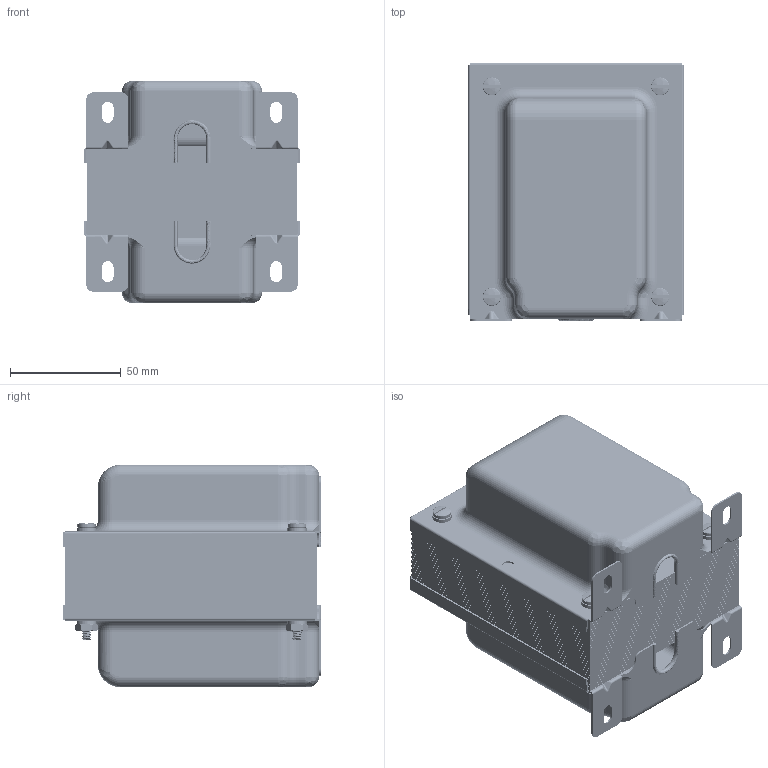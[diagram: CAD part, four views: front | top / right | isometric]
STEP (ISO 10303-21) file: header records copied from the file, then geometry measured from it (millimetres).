
FILE_DESCRIPTION(/* description */ (''),/* implementation_level */ '2;1');
FILE_NAME(/* name */ '15000-EI150-150-VX.step',/* time_stamp */ '2024-01-24T14:30:11-07:00',/* author */ (''),/* organization */ (''),/* preprocessor_version */ 'ST-DEVELOPER v20',/* originating_system */ 'Autodesk Translation Framework v12.14.0.127',/* authorisation */ '');
FILE_SCHEMA (('AUTOMOTIVE_DESIGN { 1 0 10303 214 3 1 1 }'));
Products named in the file (7): 15000-EI150-150-VX; 20000-EI150 v3; 20000-B150-150-00* v22; FM-500 (FM15384-375) (EI150) v5; 12SWS0628 v1; 8-32 Nut v1; 8-32x2" Steel Pan Head Slotted Screws v1
Assembly tree (6 placements, depth 2):
  15000-EI150-150-VX
    20000-EI150 v3
    20000-B150-150-00* v22
    FM-500 (FM15384-375) (EI150) v5
    12SWS0628 v1
    8-32 Nut v1
    8-32x2" Steel Pan Head Slotted Screws v1
Bounding box: 97.56 x 116.81 x 100.6 mm (x, y, z)
Volume: 396633.8 mm3; surface area: 2041268.9 mm2
Topology: 235 solids, 235 shells, 4364 faces, 11340 edges, 7444 vertices
Faces by surface type: plane 2428, cylinder 1666, bspline 128, cone 74, torus 60, sphere 8
Full cylindrical faces by diameter (mm): 3.134 x260, 4.166 x260, 4.394 x8, 5.207 x8, 5.556 x440, 8.179 x4, 8.738 x8
Entity records: 188540 total; most frequent: CARTESIAN_POINT 80695, ORIENTED_EDGE 22648, DIRECTION 20906, EDGE_CURVE 11324, VERTEX_POINT 7444, LINE 7380, VECTOR 7380, AXIS2_PLACEMENT_3D 6763
